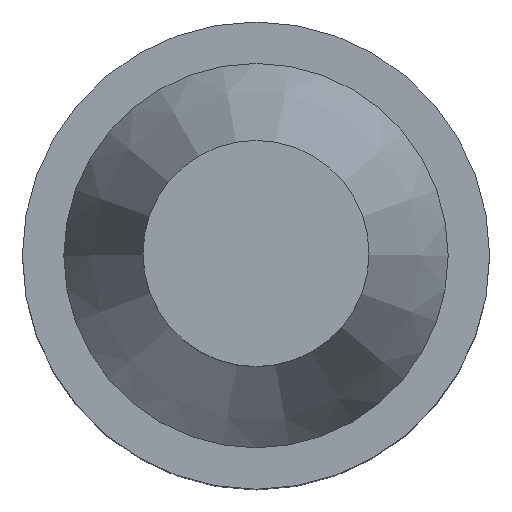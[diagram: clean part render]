
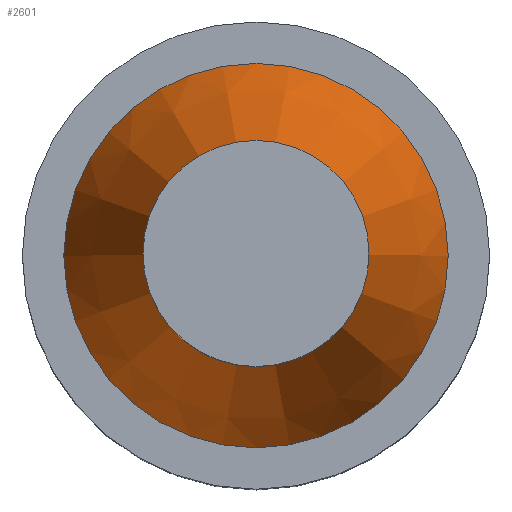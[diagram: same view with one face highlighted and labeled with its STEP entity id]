
A CAD part, top view. The second image highlights one B-rep face of the part: STEP entity #2601.
In plain terms, the highlighted conical face has half-angle 19.926 degrees and reference radius 5.5 mm.
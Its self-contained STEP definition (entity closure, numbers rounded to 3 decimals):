
#832=FACE_BOUND($,#1136,.T.);
#969=FACE_OUTER_BOUND($,#1135,.T.);
#1135=EDGE_LOOP($,(#2453));
#1136=EDGE_LOOP($,(#2454));
#1161=CIRCLE($,#2701,5.5);
#1162=CIRCLE($,#2703,12.75);
#1403=VERTEX_POINT($,#4659);
#1404=VERTEX_POINT($,#4662);
#1755=EDGE_CURVE($,#1403,#1403,#1161,.T.);
#1756=EDGE_CURVE($,#1404,#1404,#1162,.T.);
#2453=ORIENTED_EDGE($,*,*,#1755,.T.);
#2454=ORIENTED_EDGE($,*,*,#1756,.F.);
#2463=CONICAL_SURFACE($,#2702,5.5,19.926);
#2601=ADVANCED_FACE($,(#969,#832),#2463,.T.);
#2701=AXIS2_PLACEMENT_3D($,#4660,#3100,#3101);
#2702=AXIS2_PLACEMENT_3D($,#4661,#3102,#3103);
#2703=AXIS2_PLACEMENT_3D($,#4663,#3104,#3105);
#3100=DIRECTION('center_axis',(0.,0.,-1.));
#3101=DIRECTION('ref_axis',(-1.,0.,0.));
#3102=DIRECTION('center_axis',(0.,0.,-1.));
#3103=DIRECTION('ref_axis',(1.,0.,0.));
#3104=DIRECTION('center_axis',(0.,0.,-1.));
#3105=DIRECTION('ref_axis',(1.,0.,0.));
#4659=CARTESIAN_POINT('',(-5.5,0.,48.));
#4660=CARTESIAN_POINT('Origin',(0.,0.,48.));
#4661=CARTESIAN_POINT('Origin',(0.,0.,48.));
#4662=CARTESIAN_POINT('',(-12.75,0.,28.));
#4663=CARTESIAN_POINT('Origin',(0.,0.,28.));
